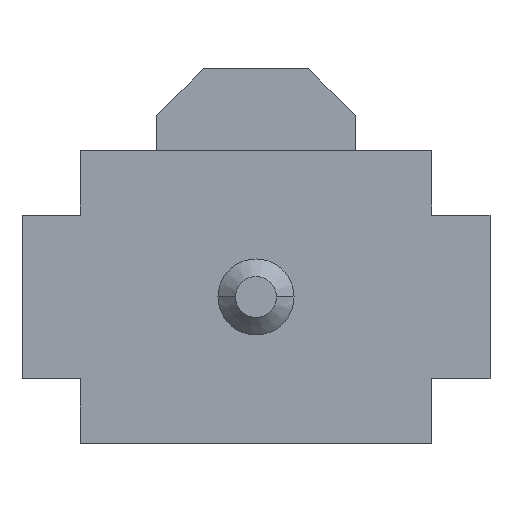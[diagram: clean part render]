
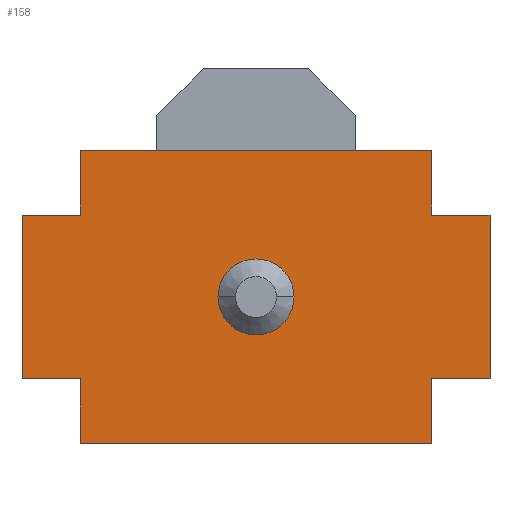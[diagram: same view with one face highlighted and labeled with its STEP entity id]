
A CAD part, front view. The second image highlights one B-rep face of the part: STEP entity #158.
In plain terms, the highlighted planar face has unit normal (0, -1, 0).
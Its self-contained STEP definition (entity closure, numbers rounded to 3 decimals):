
#3 = LINE ( 'NONE', #640, #108 ) ;
#8 = ORIENTED_EDGE ( 'NONE', *, *, #619, .F. ) ;
#12 = CIRCLE ( 'NONE', #908, 0.325 ) ;
#32 = LINE ( 'NONE', #309, #68 ) ;
#48 = LINE ( 'NONE', #471, #86 ) ;
#54 = DIRECTION ( 'NONE',  ( -1., 0., 0. ) ) ;
#68 = VECTOR ( 'NONE', #800, 1000. ) ;
#75 = VECTOR ( 'NONE', #587, 1000. ) ;
#86 = VECTOR ( 'NONE', #54, 1000. ) ;
#90 = EDGE_CURVE ( 'NONE', #113, #757, #799, .T. ) ;
#91 = CIRCLE ( 'NONE', #633, 0.325 ) ;
#102 = ORIENTED_EDGE ( 'NONE', *, *, #613, .F. ) ;
#108 = VECTOR ( 'NONE', #301, 1000. ) ;
#110 = CARTESIAN_POINT ( 'NONE',  ( 2., 0., 0. ) ) ;
#113 = VERTEX_POINT ( 'NONE', #561 ) ;
#129 = VERTEX_POINT ( 'NONE', #843 ) ;
#148 = LINE ( 'NONE', #706, #909 ) ;
#153 = EDGE_CURVE ( 'NONE', #597, #359, #148, .T. ) ;
#154 = DIRECTION ( 'NONE',  ( 0., 0., 1. ) ) ;
#155 = DIRECTION ( 'NONE',  ( 0., 0., -1. ) ) ;
#158 = ADVANCED_FACE ( 'NONE', ( #701, #880 ), #782, .F. ) ;
#160 = CARTESIAN_POINT ( 'NONE',  ( 0., 0., 0. ) ) ;
#178 = DIRECTION ( 'NONE',  ( 1., 0., 0. ) ) ;
#179 = EDGE_CURVE ( 'NONE', #832, #129, #12, .T. ) ;
#195 = DIRECTION ( 'NONE',  ( 0., 0., -1. ) ) ;
#196 = ORIENTED_EDGE ( 'NONE', *, *, #372, .F. ) ;
#202 = CARTESIAN_POINT ( 'NONE',  ( -2., 0., 0.7 ) ) ;
#206 = DIRECTION ( 'NONE',  ( -1., 0., 0. ) ) ;
#215 = VERTEX_POINT ( 'NONE', #371 ) ;
#220 = ORIENTED_EDGE ( 'NONE', *, *, #763, .T. ) ;
#221 = ORIENTED_EDGE ( 'NONE', *, *, #440, .F. ) ;
#229 = DIRECTION ( 'NONE',  ( 0., 0., 1. ) ) ;
#234 = CARTESIAN_POINT ( 'NONE',  ( 0., 0., -0.325 ) ) ;
#241 = DIRECTION ( 'NONE',  ( 0., 0., -1. ) ) ;
#250 = CARTESIAN_POINT ( 'NONE',  ( -1.5, 0., 0.7 ) ) ;
#258 = VECTOR ( 'NONE', #178, 1000. ) ;
#261 = ORIENTED_EDGE ( 'NONE', *, *, #153, .T. ) ;
#276 = EDGE_CURVE ( 'NONE', #597, #215, #740, .T. ) ;
#277 = CARTESIAN_POINT ( 'NONE',  ( 0., 0., 0. ) ) ;
#286 = CARTESIAN_POINT ( 'NONE',  ( -1.5, 0., -1.25 ) ) ;
#301 = DIRECTION ( 'NONE',  ( -1., 0., 0. ) ) ;
#309 = CARTESIAN_POINT ( 'NONE',  ( 0., 0., 0.7 ) ) ;
#318 = VECTOR ( 'NONE', #469, 1000. ) ;
#319 = CARTESIAN_POINT ( 'NONE',  ( 0., 0., 0.7 ) ) ;
#321 = VECTOR ( 'NONE', #793, 1000. ) ;
#337 = CARTESIAN_POINT ( 'NONE',  ( -1.5, 0., 1.25 ) ) ;
#357 = DIRECTION ( 'NONE',  ( 0., 1., 0. ) ) ;
#359 = VERTEX_POINT ( 'NONE', #250 ) ;
#362 = VERTEX_POINT ( 'NONE', #735 ) ;
#371 = CARTESIAN_POINT ( 'NONE',  ( 1.5, 0., 1.25 ) ) ;
#372 = EDGE_CURVE ( 'NONE', #604, #359, #888, .T. ) ;
#394 = CARTESIAN_POINT ( 'NONE',  ( 1.5, 0., -1.25 ) ) ;
#397 = VERTEX_POINT ( 'NONE', #394 ) ;
#417 = DIRECTION ( 'NONE',  ( 0., -1., 0. ) ) ;
#424 = LINE ( 'NONE', #620, #522 ) ;
#432 = EDGE_CURVE ( 'NONE', #518, #604, #568, .T. ) ;
#440 = EDGE_CURVE ( 'NONE', #362, #603, #48, .T. ) ;
#441 = VERTEX_POINT ( 'NONE', #824 ) ;
#442 = ORIENTED_EDGE ( 'NONE', *, *, #870, .F. ) ;
#457 = LINE ( 'NONE', #566, #637 ) ;
#469 = DIRECTION ( 'NONE',  ( 0., 0., 1. ) ) ;
#471 = CARTESIAN_POINT ( 'NONE',  ( 0., 0., -0.7 ) ) ;
#473 = ORIENTED_EDGE ( 'NONE', *, *, #90, .T. ) ;
#518 = VERTEX_POINT ( 'NONE', #833 ) ;
#522 = VECTOR ( 'NONE', #206, 1000. ) ;
#560 = ORIENTED_EDGE ( 'NONE', *, *, #179, .F. ) ;
#561 = CARTESIAN_POINT ( 'NONE',  ( -1.5, 0., -0.7 ) ) ;
#566 = CARTESIAN_POINT ( 'NONE',  ( 1.5, 0., 0. ) ) ;
#568 = LINE ( 'NONE', #600, #318 ) ;
#587 = DIRECTION ( 'NONE',  ( 0., 0., 1. ) ) ;
#597 = VERTEX_POINT ( 'NONE', #337 ) ;
#600 = CARTESIAN_POINT ( 'NONE',  ( -2., 0., 0. ) ) ;
#603 = VERTEX_POINT ( 'NONE', #841 ) ;
#604 = VERTEX_POINT ( 'NONE', #202 ) ;
#613 = EDGE_CURVE ( 'NONE', #397, #757, #424, .T. ) ;
#618 = CARTESIAN_POINT ( 'NONE',  ( -1.5, 0., 0. ) ) ;
#619 = EDGE_CURVE ( 'NONE', #129, #832, #91, .T. ) ;
#620 = CARTESIAN_POINT ( 'NONE',  ( 0., 0., -1.25 ) ) ;
#624 = LINE ( 'NONE', #110, #818 ) ;
#633 = AXIS2_PLACEMENT_3D ( 'NONE', #845, #417, #921 ) ;
#637 = VECTOR ( 'NONE', #154, 1000. ) ;
#640 = CARTESIAN_POINT ( 'NONE',  ( 0., 0., -0.7 ) ) ;
#643 = DIRECTION ( 'NONE',  ( 0., -1., 0. ) ) ;
#701 = FACE_OUTER_BOUND ( 'NONE', #858, .T. ) ;
#706 = CARTESIAN_POINT ( 'NONE',  ( -1.5, 0., 0. ) ) ;
#715 = EDGE_LOOP ( 'NONE', ( #8, #560 ) ) ;
#730 = CARTESIAN_POINT ( 'NONE',  ( 1.5, 0., 0. ) ) ;
#735 = CARTESIAN_POINT ( 'NONE',  ( 2., 0., -0.7 ) ) ;
#739 = VERTEX_POINT ( 'NONE', #778 ) ;
#740 = LINE ( 'NONE', #798, #321 ) ;
#757 = VERTEX_POINT ( 'NONE', #286 ) ;
#763 = EDGE_CURVE ( 'NONE', #397, #603, #457, .T. ) ;
#771 = ORIENTED_EDGE ( 'NONE', *, *, #276, .F. ) ;
#774 = VECTOR ( 'NONE', #195, 1000. ) ;
#778 = CARTESIAN_POINT ( 'NONE',  ( 2., 0., 0.7 ) ) ;
#782 = PLANE ( 'NONE',  #842 ) ;
#784 = ORIENTED_EDGE ( 'NONE', *, *, #913, .F. ) ;
#793 = DIRECTION ( 'NONE',  ( 1., 0., 0. ) ) ;
#798 = CARTESIAN_POINT ( 'NONE',  ( 0., 0., 1.25 ) ) ;
#799 = LINE ( 'NONE', #618, #774 ) ;
#800 = DIRECTION ( 'NONE',  ( 1., 0., 0. ) ) ;
#815 = EDGE_CURVE ( 'NONE', #113, #518, #3, .T. ) ;
#818 = VECTOR ( 'NONE', #241, 1000. ) ;
#824 = CARTESIAN_POINT ( 'NONE',  ( 1.5, 0., 0.7 ) ) ;
#832 = VERTEX_POINT ( 'NONE', #234 ) ;
#833 = CARTESIAN_POINT ( 'NONE',  ( -2., 0., -0.7 ) ) ;
#841 = CARTESIAN_POINT ( 'NONE',  ( 1.5, 0., -0.7 ) ) ;
#842 = AXIS2_PLACEMENT_3D ( 'NONE', #277, #357, #866 ) ;
#843 = CARTESIAN_POINT ( 'NONE',  ( 0., 0., 0.325 ) ) ;
#845 = CARTESIAN_POINT ( 'NONE',  ( 0., 0., 0. ) ) ;
#858 = EDGE_LOOP ( 'NONE', ( #196, #861, #929, #473, #102, #220, #221, #784, #442, #916, #771, #261 ) ) ;
#861 = ORIENTED_EDGE ( 'NONE', *, *, #432, .F. ) ;
#866 = DIRECTION ( 'NONE',  ( 0., 0., 1. ) ) ;
#870 = EDGE_CURVE ( 'NONE', #441, #739, #32, .T. ) ;
#880 = FACE_BOUND ( 'NONE', #715, .T. ) ;
#887 = LINE ( 'NONE', #730, #75 ) ;
#888 = LINE ( 'NONE', #319, #258 ) ;
#908 = AXIS2_PLACEMENT_3D ( 'NONE', #160, #643, #229 ) ;
#909 = VECTOR ( 'NONE', #155, 1000. ) ;
#913 = EDGE_CURVE ( 'NONE', #739, #362, #624, .T. ) ;
#916 = ORIENTED_EDGE ( 'NONE', *, *, #919, .T. ) ;
#919 = EDGE_CURVE ( 'NONE', #441, #215, #887, .T. ) ;
#921 = DIRECTION ( 'NONE',  ( 0., 0., 1. ) ) ;
#929 = ORIENTED_EDGE ( 'NONE', *, *, #815, .F. ) ;
